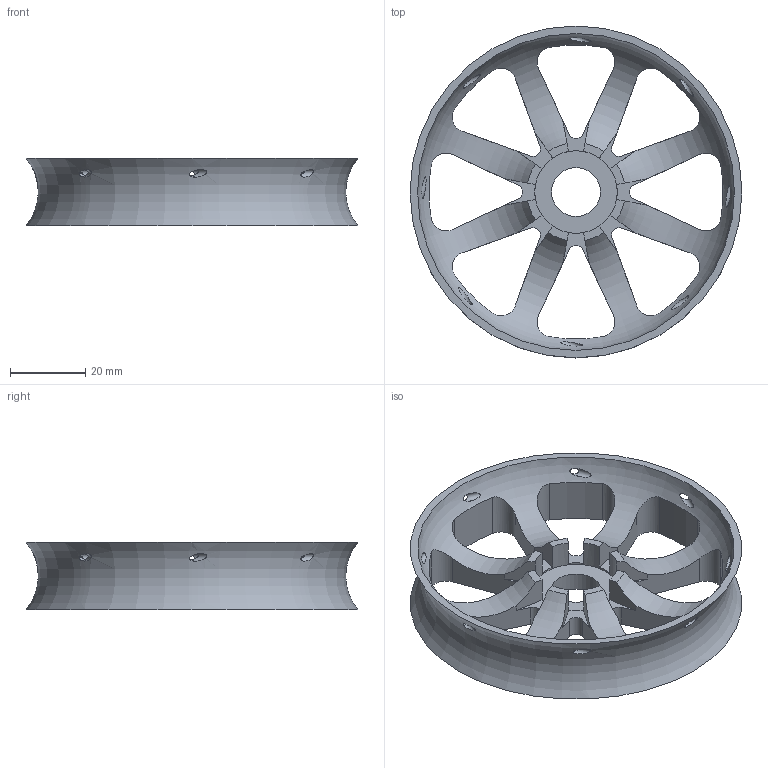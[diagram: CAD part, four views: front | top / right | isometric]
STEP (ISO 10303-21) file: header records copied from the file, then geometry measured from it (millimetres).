
FILE_DESCRIPTION(/* description */ (''),/* implementation_level */ '2;1');
FILE_NAME(/* name */ 'Buffer_Wheel_5.0mm.step',/* time_stamp */ '2023-11-30T06:26:18-08:00',/* author */ (''),/* organization */ (''),/* preprocessor_version */ 'ST-DEVELOPER v20',/* originating_system */ 'Autodesk Translation Framework v12.14.0.127',/* authorisation */ '');
FILE_SCHEMA (('AUTOMOTIVE_DESIGN { 1 0 10303 214 3 1 1 }'));
Length unit declared in the file: millimetre
Products named in the file (1): (Unsaved)
Bounding box: 88.5 x 88.5 x 17.95 mm (x, y, z)
Volume: 25067.4 mm3; surface area: 18897.9 mm2
Topology: 1 solids, 1 shells, 95 faces, 322 edges, 220 vertices
Faces by surface type: plane 51, cylinder 42, torus 2
Full cylindrical faces by diameter (mm): 2 x8, 13 x1, 22 x1
Entity records: 4937 total; most frequent: CARTESIAN_POINT 2066, ORIENTED_EDGE 644, DIRECTION 546, EDGE_CURVE 322, VERTEX_POINT 220, AXIS2_PLACEMENT_3D 196, LINE 154, VECTOR 154
